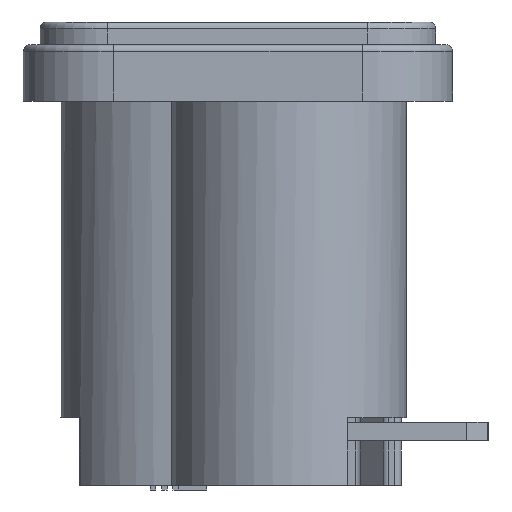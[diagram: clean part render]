
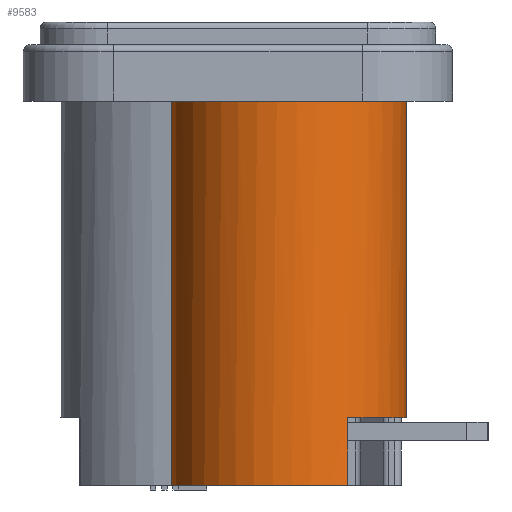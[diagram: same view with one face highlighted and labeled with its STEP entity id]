
A CAD part, left-side view. The second image highlights one B-rep face of the part: STEP entity #9583.
In plain terms, the highlighted cylindrical face has radius 5.2 mm (diameter 10.4 mm), a partial arc.
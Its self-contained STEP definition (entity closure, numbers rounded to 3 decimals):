
#1073 = ORIENTED_EDGE ( 'NONE', *, *, #9403, .F. ) ;
#1075 = ORIENTED_EDGE ( 'NONE', *, *, #8681, .T. ) ;
#1077 = ORIENTED_EDGE ( 'NONE', *, *, #8726, .F. ) ;
#1079 = ORIENTED_EDGE ( 'NONE', *, *, #8694, .T. ) ;
#1081 = ORIENTED_EDGE ( 'NONE', *, *, #9241, .F. ) ;
#1083 = ORIENTED_EDGE ( 'NONE', *, *, #8778, .T. ) ;
#1086 = ORIENTED_EDGE ( 'NONE', *, *, #8773, .T. ) ;
#1088 = ORIENTED_EDGE ( 'NONE', *, *, #9170, .F. ) ;
#1089 = ORIENTED_EDGE ( 'NONE', *, *, #8768, .F. ) ;
#1091 = ORIENTED_EDGE ( 'NONE', *, *, #8716, .F. ) ;
#3263 = DIRECTION ( 'NONE',  ( -1., 0., 0. ) ) ;
#3264 = DIRECTION ( 'NONE',  ( 0., 0., -1. ) ) ;
#3265 = CARTESIAN_POINT ( 'NONE',  ( -5., -2.25, -16.495 ) ) ;
#3909 = VERTEX_POINT ( 'NONE', #4745 ) ;
#3915 = VERTEX_POINT ( 'NONE', #4679 ) ;
#3921 = VERTEX_POINT ( 'NONE', #4933 ) ;
#3957 = VERTEX_POINT ( 'NONE', #4930 ) ;
#3998 = VERTEX_POINT ( 'NONE', #4741 ) ;
#4003 = VERTEX_POINT ( 'NONE', #4643 ) ;
#4011 = VERTEX_POINT ( 'NONE', #11721 ) ;
#4015 = VERTEX_POINT ( 'NONE', #11720 ) ;
#4016 = VERTEX_POINT ( 'NONE', #11524 ) ;
#4017 = VERTEX_POINT ( 'NONE', #11753 ) ;
#4643 = CARTESIAN_POINT ( 'NONE',  ( -0.755, -5.253, -16.495 ) ) ;
#4679 = CARTESIAN_POINT ( 'NONE',  ( -9.5, -4.856, -16.495 ) ) ;
#4741 = CARTESIAN_POINT ( 'NONE',  ( -0.755, -5.253, -19.5 ) ) ;
#4745 = CARTESIAN_POINT ( 'NONE',  ( -9.5, -4.856, -19.5 ) ) ;
#4930 = CARTESIAN_POINT ( 'NONE',  ( -3.408, -7.2, -19.5 ) ) ;
#4933 = CARTESIAN_POINT ( 'NONE',  ( -3.408, -7.2, -16.495 ) ) ;
#6110 = AXIS2_PLACEMENT_3D ( 'NONE', #11439, #11474, #11475 ) ;
#6132 = AXIS2_PLACEMENT_3D ( 'NONE', #10950, #10949, #10948 ) ;
#6134 = AXIS2_PLACEMENT_3D ( 'NONE', #11202, #11165, #11004 ) ;
#6179 = AXIS2_PLACEMENT_3D ( 'NONE', #3265, #3264, #3263 ) ;
#7023 = LINE ( 'NONE', #10653, #7027 ) ;
#7027 = VECTOR ( 'NONE', #10645, 1000. ) ;
#7043 = LINE ( 'NONE', #10814, #7046 ) ;
#7046 = VECTOR ( 'NONE', #10660, 1000. ) ;
#7069 = LINE ( 'NONE', #10828, #7074 ) ;
#7074 = VECTOR ( 'NONE', #10741, 1000. ) ;
#7080 = CIRCLE ( 'NONE', #6110, 5.2 ) ;
#7151 = CIRCLE ( 'NONE', #6132, 5.2 ) ;
#7155 = CIRCLE ( 'NONE', #6134, 5.2 ) ;
#7163 = LINE ( 'NONE', #11163, #7168 ) ;
#7168 = VECTOR ( 'NONE', #11060, 1000. ) ;
#7369 = LINE ( 'NONE', #9789, #7384 ) ;
#7384 = VECTOR ( 'NONE', #9784, 1000. ) ;
#7485 = CIRCLE ( 'NONE', #6179, 5.2 ) ;
#7714 = CIRCLE ( 'NONE', #14001, 5.2 ) ;
#7787 = EDGE_LOOP ( 'NONE', ( #1073, #1075, #1077, #1079, #1081, #1083, #1086, #1088, #1089, #1091 ) ) ;
#8681 = EDGE_CURVE ( 'NONE', #3921, #3957, #7023, .T. ) ;
#8694 = EDGE_CURVE ( 'NONE', #3998, #4003, #7043, .T. ) ;
#8716 = EDGE_CURVE ( 'NONE', #3915, #3909, #7069, .T. ) ;
#8726 = EDGE_CURVE ( 'NONE', #3998, #3957, #7080, .T. ) ;
#8768 = EDGE_CURVE ( 'NONE', #3909, #4015, #7151, .T. ) ;
#8773 = EDGE_CURVE ( 'NONE', #4016, #4017, #7155, .T. ) ;
#8778 = EDGE_CURVE ( 'NONE', #4011, #4016, #7163, .T. ) ;
#9170 = EDGE_CURVE ( 'NONE', #4015, #4017, #7369, .T. ) ;
#9241 = EDGE_CURVE ( 'NONE', #4011, #4003, #7485, .T. ) ;
#9403 = EDGE_CURVE ( 'NONE', #3921, #3915, #7714, .T. ) ;
#9583 = ADVANCED_FACE ( 'NONE', ( #13129 ), #13134, .T. ) ;
#9784 = DIRECTION ( 'NONE',  ( 0., 0., 1. ) ) ;
#9789 = CARTESIAN_POINT ( 'NONE',  ( -5.56, 2.92, -19.5 ) ) ;
#10645 = DIRECTION ( 'NONE',  ( 0., 0., -1. ) ) ;
#10653 = CARTESIAN_POINT ( 'NONE',  ( -3.408, -7.2, -19.5 ) ) ;
#10660 = DIRECTION ( 'NONE',  ( 0., 0., 1. ) ) ;
#10741 = DIRECTION ( 'NONE',  ( 0., 0., -1. ) ) ;
#10814 = CARTESIAN_POINT ( 'NONE',  ( -0.755, -5.253, -19.5 ) ) ;
#10828 = CARTESIAN_POINT ( 'NONE',  ( -9.5, -4.856, -16.495 ) ) ;
#10948 = DIRECTION ( 'NONE',  ( -1., 0., 0. ) ) ;
#10949 = DIRECTION ( 'NONE',  ( 0., 0., -1. ) ) ;
#10950 = CARTESIAN_POINT ( 'NONE',  ( -5., -2.25, -19.5 ) ) ;
#11004 = DIRECTION ( 'NONE',  ( -1., 0., 0. ) ) ;
#11060 = DIRECTION ( 'NONE',  ( 0., 0., 1. ) ) ;
#11163 = CARTESIAN_POINT ( 'NONE',  ( -0.5, -4.856, -19.5 ) ) ;
#11165 = DIRECTION ( 'NONE',  ( 0., 0., -1. ) ) ;
#11202 = CARTESIAN_POINT ( 'NONE',  ( -5., -2.25, -2.5 ) ) ;
#11439 = CARTESIAN_POINT ( 'NONE',  ( -5., -2.25, -19.5 ) ) ;
#11474 = DIRECTION ( 'NONE',  ( 0., 0., -1. ) ) ;
#11475 = DIRECTION ( 'NONE',  ( -1., 0., 0. ) ) ;
#11524 = CARTESIAN_POINT ( 'NONE',  ( -0.5, -4.856, -2.5 ) ) ;
#11720 = CARTESIAN_POINT ( 'NONE',  ( -5.56, 2.92, -19.5 ) ) ;
#11721 = CARTESIAN_POINT ( 'NONE',  ( -0.5, -4.856, -16.495 ) ) ;
#11753 = CARTESIAN_POINT ( 'NONE',  ( -5.56, 2.92, -2.5 ) ) ;
#12039 = CARTESIAN_POINT ( 'NONE',  ( -5., -2.25, -16.495 ) ) ;
#12040 = DIRECTION ( 'NONE',  ( 0., 0., -1. ) ) ;
#12041 = DIRECTION ( 'NONE',  ( -1., 0., 0. ) ) ;
#12879 = DIRECTION ( 'NONE',  ( 1., 0., 0. ) ) ;
#12880 = CARTESIAN_POINT ( 'NONE',  ( -5., -2.25, -19.5 ) ) ;
#12881 = DIRECTION ( 'NONE',  ( 0., 0., 1. ) ) ;
#13129 = FACE_OUTER_BOUND ( 'NONE', #7787, .T. ) ;
#13134 = CYLINDRICAL_SURFACE ( 'NONE', #14186, 5.2 ) ;
#14001 = AXIS2_PLACEMENT_3D ( 'NONE', #12039, #12040, #12041 ) ;
#14186 = AXIS2_PLACEMENT_3D ( 'NONE', #12880, #12881, #12879 ) ;
